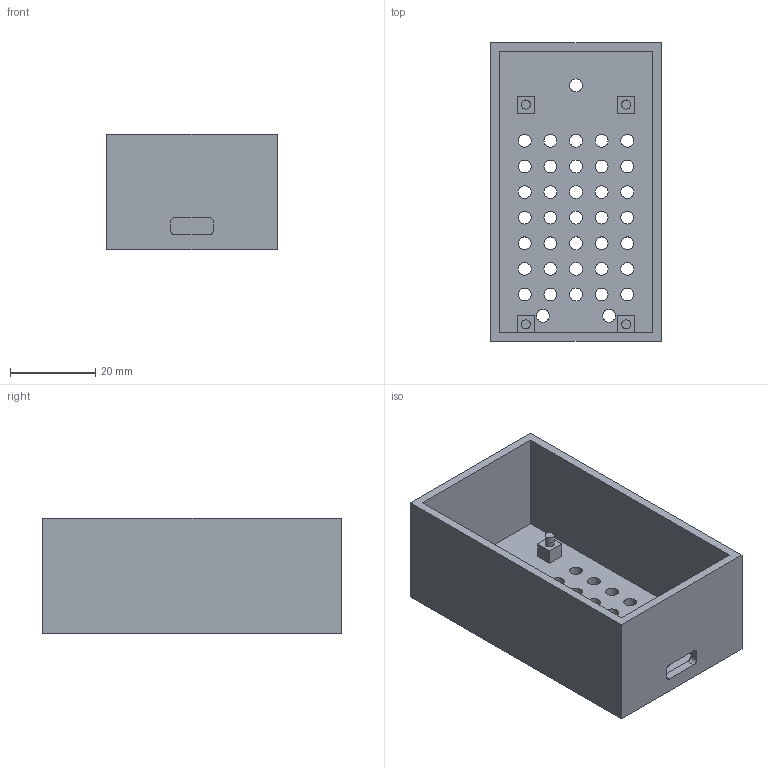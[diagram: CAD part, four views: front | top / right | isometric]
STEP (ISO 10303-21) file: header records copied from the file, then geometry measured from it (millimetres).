
FILE_DESCRIPTION(('FreeCAD Model'),'2;1');
FILE_NAME('Open CASCADE Shape Model','2024-06-02T06:03:47',(''),(''), 'Open CASCADE STEP processor 7.7','FreeCAD','Unknown');
FILE_SCHEMA(('AUTOMOTIVE_DESIGN { 1 0 10303 214 1 1 1 1 }'));
Length unit declared in the file: millimetre
Products named in the file (1): Body
Bounding box: 40 x 70 x 27 mm (x, y, z)
Volume: 17947.7 mm3; surface area: 17167.6 mm2
Topology: 1 solids, 1 shells, 85 faces, 226 edges, 150 vertices
Faces by surface type: cylinder 48, plane 37
Full cylindrical faces by diameter (mm): 2.15 x6, 3 x38
Entity records: 2856 total; most frequent: DIRECTION 492, CARTESIAN_POINT 462, ORIENTED_EDGE 452, EDGE_CURVE 226, AXIS2_PLACEMENT_3D 180, FACE_BOUND 170, EDGE_LOOP 170, VERTEX_POINT 150
